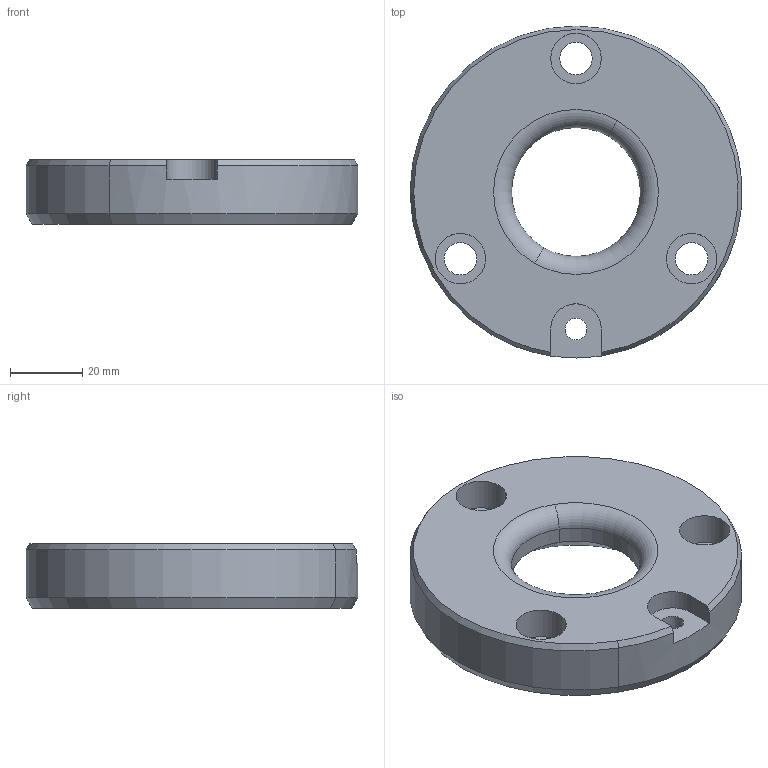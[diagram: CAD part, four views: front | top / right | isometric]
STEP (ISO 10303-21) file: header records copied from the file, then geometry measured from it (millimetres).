
FILE_DESCRIPTION(('modularis output'),'2;1');
FILE_NAME('EH1990108.stp','16:31:03 2003/08/13',( 'modularis software ag'),('modularis software ag'), 'unknown preprocess','ACIS','unknown authorization');
FILE_SCHEMA(('AUTOMOTIVE_DESIGN_CC2 {UNKNOWN IMPLEMENTATION LEVEL}'));
Length unit declared in the file: millimetre
Products named in the file (1): PRODUCT_ID_1
Bounding box: 92 x 92 x 18 mm (x, y, z)
Volume: 86955.2 mm3; surface area: 19067 mm2
Topology: 1 solids, 1 shells, 36 faces, 85 edges, 54 vertices
Faces by surface type: cylinder 19, plane 8, cone 7, torus 2
Entity records: 1260 total; most frequent: ORIENTED_EDGE 170, CARTESIAN_POINT 142, DIRECTION 132, EDGE_CURVE 85, VERTEX_POINT 54, AXIS2_PLACEMENT_3D 50, EDGE_LOOP 49, FACE_BOUND 49
